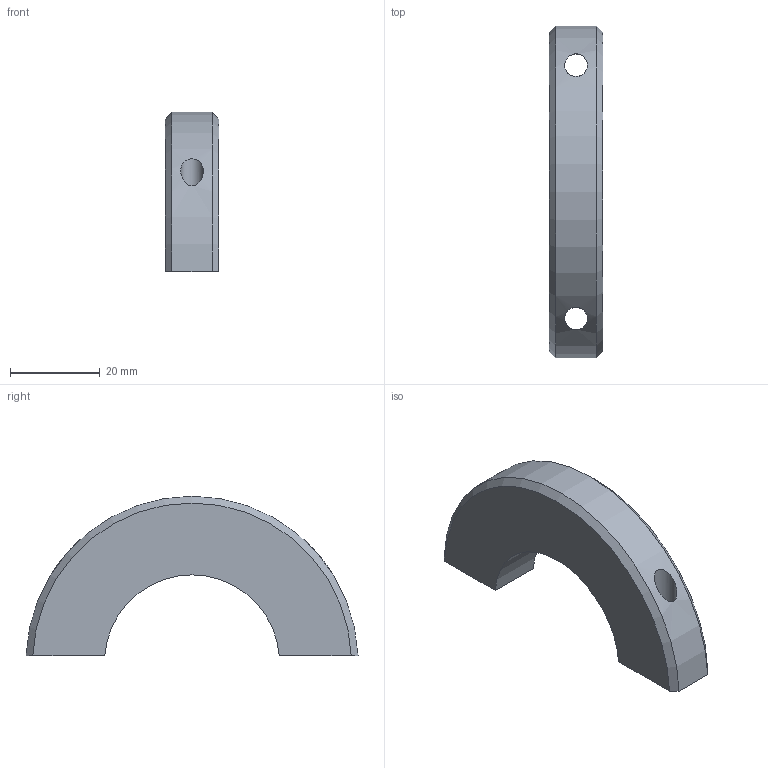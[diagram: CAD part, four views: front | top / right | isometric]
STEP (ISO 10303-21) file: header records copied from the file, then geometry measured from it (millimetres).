
FILE_DESCRIPTION(/* description */ (''),/* implementation_level */ '2;1');
FILE_NAME(/* name */ 'AIR SHOCKS STOPPER PART2 v1.step',/* time_stamp */ '2023-01-21T20:22:42+01:00',/* author */ (''),/* organization */ (''),/* preprocessor_version */ 'ST-DEVELOPER v19.2',/* originating_system */ 'Autodesk Translation Framework v11.17.0.187',/* authorisation */ '');
FILE_SCHEMA (('AUTOMOTIVE_DESIGN { 1 0 10303 214 3 1 1 }'));
Length unit declared in the file: millimetre
Products named in the file (1): AIR SHOCKS STOPPER PART2
Bounding box: 12 x 73.94 x 35.5 mm (x, y, z)
Volume: 16864.6 mm3; surface area: 5876.5 mm2
Topology: 1 solids, 1 shells, 10 faces, 26 edges, 18 vertices
Faces by surface type: plane 4, cylinder 4, cone 2
Full cylindrical faces by diameter (mm): 5.035 x2
Entity records: 419 total; most frequent: CARTESIAN_POINT 139, ORIENTED_EDGE 52, DIRECTION 48, EDGE_CURVE 26, AXIS2_PLACEMENT_3D 19, VERTEX_POINT 18, EDGE_LOOP 14, LINE 10
